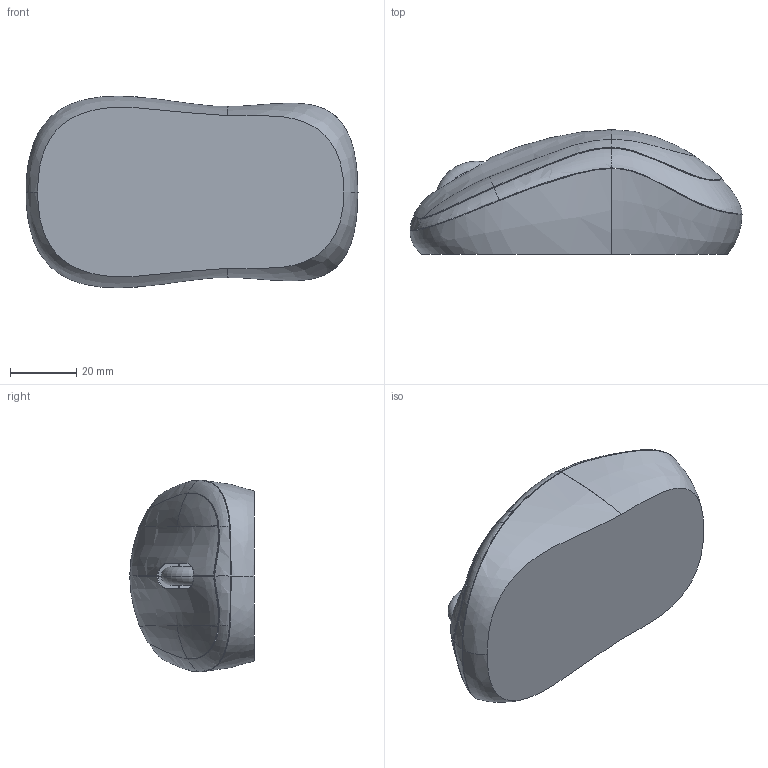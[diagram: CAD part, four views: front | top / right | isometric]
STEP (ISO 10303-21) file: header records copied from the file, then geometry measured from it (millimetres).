
FILE_DESCRIPTION (( 'STEP AP203' ), '1' );
FILE_NAME ('Mouse.STEP', '2020-02-24T05:49:32', ( '' ), ( '' ), 'SwSTEP 2.0', 'SolidWorks 2016', '' );
FILE_SCHEMA (( 'CONFIG_CONTROL_DESIGN' ));
Length unit declared in the file: millimetre
Products named in the file (1): Mouse
Bounding box: 100 x 37.5 x 57.77 mm (x, y, z)
Surface area: 20466.8 mm2 (no closed solid volume)
Topology: 0 solids, 9 shells, 61 faces, 158 edges, 105 vertices
Faces by surface type: bspline 47, plane 8, torus 4, cylinder 2
Entity records: 26513 total; most frequent: CARTESIAN_POINT 25379, ORIENTED_EDGE 273, EDGE_CURVE 156, B_SPLINE_CURVE_WITH_KNOTS 134, VERTEX_POINT 105, DIRECTION 70, EDGE_LOOP 63, ADVANCED_FACE 61
